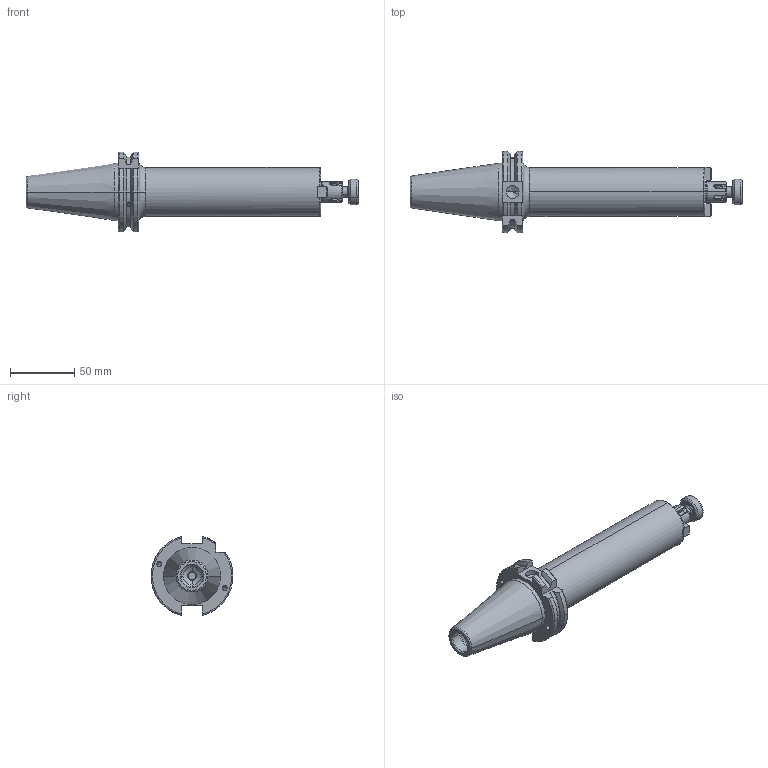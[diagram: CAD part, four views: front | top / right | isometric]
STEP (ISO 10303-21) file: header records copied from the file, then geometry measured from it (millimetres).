
FILE_DESCRIPTION (( 'STEP AP203' ), '1' );
FILE_NAME ('SK40 SMS16 160 FTC WW.STEP', '2014-09-05T06:49:58', ( 'FALCON' ), ( '' ), 'SwSTEP 2.0', 'SolidWorks 2009', '' );
FILE_SCHEMA (( 'CONFIG_CONTROL_DESIGN' ));
Length unit declared in the file: millimetre
Products named in the file (8): CCS-M8-16-SHORT LENGHT; CCS-M8-16-1-SHORT LENGHT; CCS-M8-16-2; M4X4_DIN 913 - M4 x 4-N; TN -FMH16; AS-M4X12_DIN 912 M4 x 10 --- 10N; SK40 SMS16 160 FTC WW
Assembly tree (10 placements, depth 3):
  SK40 SMS16 160 FTC WW
    TN -FMH16  x2
    AS-M4X12_DIN 912 M4 x 10 --- 10N  x2
    M4X4_DIN 913 - M4 x 4-N  x2
    CCS-M8-16-SHORT LENGHT
      CCS-M8-16-2
      CCS-M8-16-1-SHORT LENGHT
    SK40 SMS16 160 FTC WW
Bounding box: 257.4 x 63.55 x 61.48 mm (x, y, z)
Volume: 264530.1 mm3; surface area: 45740.9 mm2
Topology: 9 solids, 9 shells, 345 faces, 848 edges, 519 vertices
Faces by surface type: plane 145, cylinder 88, cone 62, torus 37, sphere 8, bspline 5
Entity records: 10385 total; most frequent: CARTESIAN_POINT 2698, DIRECTION 1452, ORIENTED_EDGE 1404, EDGE_CURVE 702, AXIS2_PLACEMENT_3D 568, VERTEX_POINT 438, LINE 316, VECTOR 316
